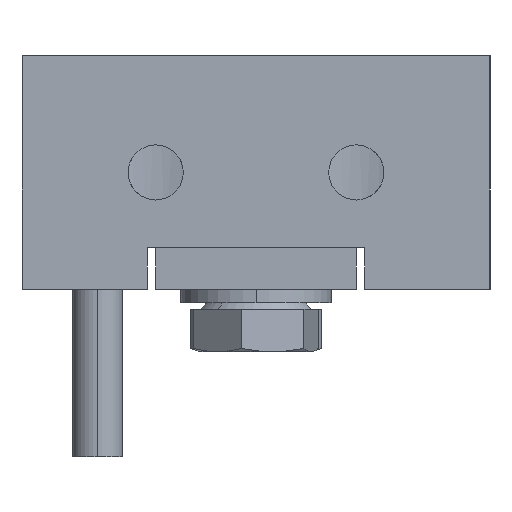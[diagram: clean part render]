
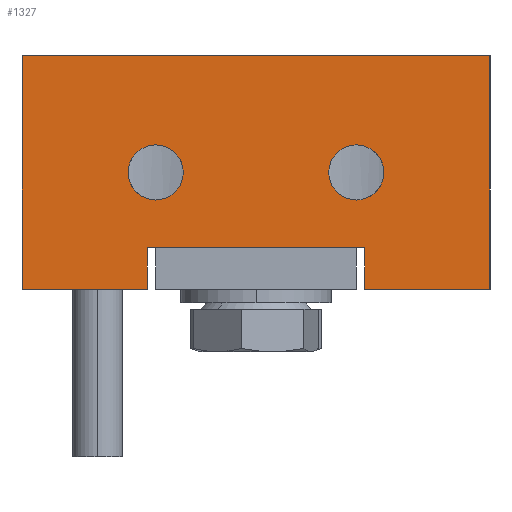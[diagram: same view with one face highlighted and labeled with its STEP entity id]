
A CAD part, left-side view. The second image highlights one B-rep face of the part: STEP entity #1327.
In plain terms, the highlighted planar face has unit normal (-1, 0, 0).
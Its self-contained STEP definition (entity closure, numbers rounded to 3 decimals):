
#1 = EDGE_LOOP ( 'NONE', ( #2426, #1210, #166, #1148, #1869, #2450, #1411, #973 ) ) ;
#43 = CARTESIAN_POINT ( 'NONE',  ( -50.05, 10.202, 100.65 ) ) ;
#60 = ORIENTED_EDGE ( 'NONE', *, *, #2708, .F. ) ;
#67 = DIRECTION ( 'NONE',  ( 0., 0., 1. ) ) ;
#109 = AXIS2_PLACEMENT_3D ( 'NONE', #2596, #1310, #67 ) ;
#116 = CARTESIAN_POINT ( 'NONE',  ( -50.05, 10.202, 99. ) ) ;
#166 = ORIENTED_EDGE ( 'NONE', *, *, #378, .F. ) ;
#194 = EDGE_LOOP ( 'NONE', ( #503, #60 ) ) ;
#206 = VERTEX_POINT ( 'NONE', #498 ) ;
#230 = CARTESIAN_POINT ( 'NONE',  ( -50.05, 10.702, 106. ) ) ;
#259 = VERTEX_POINT ( 'NONE', #2623 ) ;
#262 = VERTEX_POINT ( 'NONE', #1539 ) ;
#274 = LINE ( 'NONE', #1714, #1806 ) ;
#303 = EDGE_CURVE ( 'NONE', #472, #1177, #2064, .T. ) ;
#312 = VECTOR ( 'NONE', #421, 1000. ) ;
#317 = DIRECTION ( 'NONE',  ( -1., 0., 0. ) ) ;
#336 = AXIS2_PLACEMENT_3D ( 'NONE', #1368, #1377, #1385 ) ;
#343 = FACE_OUTER_BOUND ( 'NONE', #1, .T. ) ;
#378 = EDGE_CURVE ( 'NONE', #206, #633, #2505, .T. ) ;
#385 = EDGE_LOOP ( 'NONE', ( #1551, #2152 ) ) ;
#421 = DIRECTION ( 'NONE',  ( 0., -1., 0. ) ) ;
#440 = VERTEX_POINT ( 'NONE', #2184 ) ;
#472 = VERTEX_POINT ( 'NONE', #2120 ) ;
#498 = CARTESIAN_POINT ( 'NONE',  ( -50.05, -2.298, 94.5 ) ) ;
#501 = DIRECTION ( 'NONE',  ( 0., 0., 1. ) ) ;
#503 = ORIENTED_EDGE ( 'NONE', *, *, #1525, .F. ) ;
#510 = DIRECTION ( 'NONE',  ( 0., 0., -1. ) ) ;
#633 = VERTEX_POINT ( 'NONE', #1700 ) ;
#639 = VECTOR ( 'NONE', #510, 1000. ) ;
#750 = CIRCLE ( 'NONE', #109, 1.65 ) ;
#757 = VERTEX_POINT ( 'NONE', #1517 ) ;
#824 = DIRECTION ( 'NONE',  ( 0., 0., -1. ) ) ;
#831 = CARTESIAN_POINT ( 'NONE',  ( -50.05, 18.202, 106. ) ) ;
#839 = CARTESIAN_POINT ( 'NONE',  ( -50.05, 18.202, 92. ) ) ;
#892 = LINE ( 'NONE', #230, #2463 ) ;
#909 = FACE_BOUND ( 'NONE', #194, .T. ) ;
#973 = ORIENTED_EDGE ( 'NONE', *, *, #2543, .T. ) ;
#993 = CIRCLE ( 'NONE', #1332, 1.65 ) ;
#996 = CARTESIAN_POINT ( 'NONE',  ( -50.05, 10.202, 97.35 ) ) ;
#1039 = DIRECTION ( 'NONE',  ( 0., 0., -1. ) ) ;
#1042 = EDGE_CURVE ( 'NONE', #1143, #440, #1519, .T. ) ;
#1096 = DIRECTION ( 'NONE',  ( 0., -1., 0. ) ) ;
#1143 = VERTEX_POINT ( 'NONE', #2281 ) ;
#1148 = ORIENTED_EDGE ( 'NONE', *, *, #2247, .T. ) ;
#1177 = VERTEX_POINT ( 'NONE', #2541 ) ;
#1201 = CIRCLE ( 'NONE', #336, 1.65 ) ;
#1210 = ORIENTED_EDGE ( 'NONE', *, *, #2675, .T. ) ;
#1218 = CARTESIAN_POINT ( 'NONE',  ( -50.05, 18.202, 92. ) ) ;
#1247 = DIRECTION ( 'NONE',  ( 0., -1., 0. ) ) ;
#1273 = CARTESIAN_POINT ( 'NONE',  ( -50.05, 18.202, 94.5 ) ) ;
#1310 = DIRECTION ( 'NONE',  ( -1., 0., 0. ) ) ;
#1327 = ADVANCED_FACE ( 'NONE', ( #909, #2036, #343 ), #1767, .F. ) ;
#1332 = AXIS2_PLACEMENT_3D ( 'NONE', #116, #317, #501 ) ;
#1368 = CARTESIAN_POINT ( 'NONE',  ( -50.05, -1.798, 99. ) ) ;
#1377 = DIRECTION ( 'NONE',  ( -1., 0., 0. ) ) ;
#1385 = DIRECTION ( 'NONE',  ( 0., 0., 1. ) ) ;
#1411 = ORIENTED_EDGE ( 'NONE', *, *, #2725, .F. ) ;
#1470 = EDGE_CURVE ( 'NONE', #2662, #259, #1201, .T. ) ;
#1498 = CIRCLE ( 'NONE', #1753, 1.65 ) ;
#1517 = CARTESIAN_POINT ( 'NONE',  ( -50.05, 18.202, 106. ) ) ;
#1519 = LINE ( 'NONE', #1218, #2606 ) ;
#1525 = EDGE_CURVE ( 'NONE', #2652, #2178, #993, .T. ) ;
#1531 = EDGE_CURVE ( 'NONE', #259, #2662, #1498, .T. ) ;
#1539 = CARTESIAN_POINT ( 'NONE',  ( -50.05, -9.798, 106. ) ) ;
#1547 = CARTESIAN_POINT ( 'NONE',  ( -50.05, -1.798, 99. ) ) ;
#1551 = ORIENTED_EDGE ( 'NONE', *, *, #1531, .F. ) ;
#1640 = LINE ( 'NONE', #831, #2717 ) ;
#1665 = CARTESIAN_POINT ( 'NONE',  ( -50.05, -2.298, 106. ) ) ;
#1700 = CARTESIAN_POINT ( 'NONE',  ( -50.05, 10.702, 94.5 ) ) ;
#1704 = CARTESIAN_POINT ( 'NONE',  ( -50.05, -1.798, 97.35 ) ) ;
#1714 = CARTESIAN_POINT ( 'NONE',  ( -50.05, 18.202, 106. ) ) ;
#1753 = AXIS2_PLACEMENT_3D ( 'NONE', #1547, #2205, #2448 ) ;
#1757 = CARTESIAN_POINT ( 'NONE',  ( -50.05, 18.202, 106. ) ) ;
#1767 = PLANE ( 'NONE',  #2093 ) ;
#1775 = DIRECTION ( 'NONE',  ( 1., 0., 0. ) ) ;
#1806 = VECTOR ( 'NONE', #1096, 1000. ) ;
#1810 = VECTOR ( 'NONE', #824, 1000. ) ;
#1853 = VECTOR ( 'NONE', #2573, 1000. ) ;
#1869 = ORIENTED_EDGE ( 'NONE', *, *, #303, .T. ) ;
#1939 = DIRECTION ( 'NONE',  ( 0., 0., 1. ) ) ;
#1948 = DIRECTION ( 'NONE',  ( 0., 0., -1. ) ) ;
#1978 = EDGE_CURVE ( 'NONE', #262, #1177, #2268, .T. ) ;
#2026 = CARTESIAN_POINT ( 'NONE',  ( -50.05, -9.798, 106. ) ) ;
#2036 = FACE_BOUND ( 'NONE', #385, .T. ) ;
#2064 = LINE ( 'NONE', #839, #312 ) ;
#2093 = AXIS2_PLACEMENT_3D ( 'NONE', #1757, #1775, #1948 ) ;
#2120 = CARTESIAN_POINT ( 'NONE',  ( -50.05, -2.298, 92. ) ) ;
#2152 = ORIENTED_EDGE ( 'NONE', *, *, #1470, .F. ) ;
#2178 = VERTEX_POINT ( 'NONE', #996 ) ;
#2184 = CARTESIAN_POINT ( 'NONE',  ( -50.05, 10.702, 92. ) ) ;
#2205 = DIRECTION ( 'NONE',  ( -1., 0., 0. ) ) ;
#2247 = EDGE_CURVE ( 'NONE', #206, #472, #2404, .T. ) ;
#2268 = LINE ( 'NONE', #2026, #639 ) ;
#2281 = CARTESIAN_POINT ( 'NONE',  ( -50.05, 18.202, 92. ) ) ;
#2404 = LINE ( 'NONE', #1665, #1810 ) ;
#2426 = ORIENTED_EDGE ( 'NONE', *, *, #1042, .T. ) ;
#2448 = DIRECTION ( 'NONE',  ( 0., 0., 1. ) ) ;
#2450 = ORIENTED_EDGE ( 'NONE', *, *, #1978, .F. ) ;
#2463 = VECTOR ( 'NONE', #1939, 1000. ) ;
#2505 = LINE ( 'NONE', #1273, #1853 ) ;
#2541 = CARTESIAN_POINT ( 'NONE',  ( -50.05, -9.798, 92. ) ) ;
#2543 = EDGE_CURVE ( 'NONE', #757, #1143, #1640, .T. ) ;
#2573 = DIRECTION ( 'NONE',  ( 0., 1., 0. ) ) ;
#2596 = CARTESIAN_POINT ( 'NONE',  ( -50.05, 10.202, 99. ) ) ;
#2606 = VECTOR ( 'NONE', #1247, 1000. ) ;
#2623 = CARTESIAN_POINT ( 'NONE',  ( -50.05, -1.798, 100.65 ) ) ;
#2652 = VERTEX_POINT ( 'NONE', #43 ) ;
#2662 = VERTEX_POINT ( 'NONE', #1704 ) ;
#2675 = EDGE_CURVE ( 'NONE', #440, #633, #892, .T. ) ;
#2708 = EDGE_CURVE ( 'NONE', #2178, #2652, #750, .T. ) ;
#2717 = VECTOR ( 'NONE', #1039, 1000. ) ;
#2725 = EDGE_CURVE ( 'NONE', #757, #262, #274, .T. ) ;
